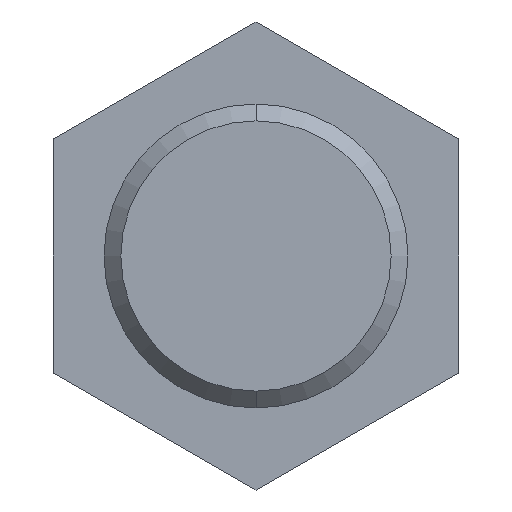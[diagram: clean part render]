
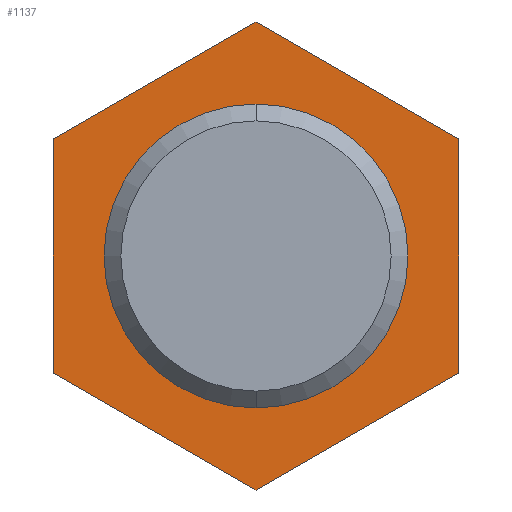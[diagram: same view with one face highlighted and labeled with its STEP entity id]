
A CAD part, front view. The second image highlights one B-rep face of the part: STEP entity #1137.
In plain terms, the highlighted planar face has unit normal (0, -1, 0).
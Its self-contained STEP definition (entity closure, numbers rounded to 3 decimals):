
#215=CARTESIAN_POINT('',(0.,12.,0.));
#216=DIRECTION('',(0.,1.,0.));
#217=DIRECTION('',(0.,0.,-1.));
#218=AXIS2_PLACEMENT_3D('',#215,#216,#217);
#305=DIRECTION('',(0.866,0.,-0.5));
#306=VECTOR('',#305,13.856);
#307=CARTESIAN_POINT('',(0.,12.,13.856));
#308=LINE('',#307,#306);
#312=DIRECTION('',(0.,0.,-1.));
#313=VECTOR('',#312,13.856);
#314=CARTESIAN_POINT('',(12.,12.,6.928));
#315=LINE('',#314,#313);
#319=DIRECTION('',(-0.866,0.,-0.5));
#320=VECTOR('',#319,13.856);
#321=CARTESIAN_POINT('',(12.,12.,-6.928));
#322=LINE('',#321,#320);
#326=DIRECTION('',(-0.866,0.,0.5));
#327=VECTOR('',#326,13.856);
#328=CARTESIAN_POINT('',(0.,12.,-13.856));
#329=LINE('',#328,#327);
#333=DIRECTION('',(0.,0.,1.));
#334=VECTOR('',#333,13.856);
#335=CARTESIAN_POINT('',(-12.,12.,-6.928));
#336=LINE('',#335,#334);
#340=DIRECTION('',(0.866,0.,0.5));
#341=VECTOR('',#340,13.856);
#342=CARTESIAN_POINT('',(-12.,12.,6.928));
#343=LINE('',#342,#341);
#431=CARTESIAN_POINT('',(0.,12.,0.));
#432=DIRECTION('',(0.,1.,0.));
#433=DIRECTION('',(0.,0.,1.));
#434=AXIS2_PLACEMENT_3D('',#431,#432,#433);
#709=CARTESIAN_POINT('',(0.,12.,13.856));
#710=CARTESIAN_POINT('',(12.,12.,6.928));
#711=VERTEX_POINT('',#709);
#712=VERTEX_POINT('',#710);
#713=CARTESIAN_POINT('',(12.,12.,-6.928));
#714=VERTEX_POINT('',#713);
#715=CARTESIAN_POINT('',(0.,12.,-13.856));
#716=VERTEX_POINT('',#715);
#717=CARTESIAN_POINT('',(-12.,12.,-6.928));
#718=VERTEX_POINT('',#717);
#719=CARTESIAN_POINT('',(-12.,12.,6.928));
#720=VERTEX_POINT('',#719);
#733=CARTESIAN_POINT('',(0.,12.,9.));
#734=CARTESIAN_POINT('',(0.,12.,-9.));
#735=VERTEX_POINT('',#733);
#736=VERTEX_POINT('',#734);
#1113=CARTESIAN_POINT('',(0.,12.,0.));
#1114=DIRECTION('',(0.,1.,0.));
#1115=DIRECTION('',(-1.,0.,0.));
#1116=AXIS2_PLACEMENT_3D('',#1113,#1114,#1115);
#1117=PLANE('',#1116);
#1119=ORIENTED_EDGE('',*,*,#1118,.T.);
#1121=ORIENTED_EDGE('',*,*,#1120,.T.);
#1123=ORIENTED_EDGE('',*,*,#1122,.T.);
#1125=ORIENTED_EDGE('',*,*,#1124,.T.);
#1127=ORIENTED_EDGE('',*,*,#1126,.T.);
#1129=ORIENTED_EDGE('',*,*,#1128,.T.);
#1130=EDGE_LOOP('',(#1119,#1121,#1123,#1125,#1127,#1129));
#1131=FACE_OUTER_BOUND('',#1130,.F.);
#1133=ORIENTED_EDGE('',*,*,#1132,.F.);
#1134=ORIENTED_EDGE('',*,*,#1071,.F.);
#1135=EDGE_LOOP('',(#1133,#1134));
#1136=FACE_BOUND('',#1135,.F.);
#1137=ADVANCED_FACE('',(#1131,#1136),#1117,.F.);
#219=CIRCLE('',#218,9.);
#435=CIRCLE('',#434,9.);
#1071=EDGE_CURVE('',#736,#735,#219,.T.);
#1118=EDGE_CURVE('',#711,#712,#308,.T.);
#1120=EDGE_CURVE('',#712,#714,#315,.T.);
#1122=EDGE_CURVE('',#714,#716,#322,.T.);
#1124=EDGE_CURVE('',#716,#718,#329,.T.);
#1126=EDGE_CURVE('',#718,#720,#336,.T.);
#1128=EDGE_CURVE('',#720,#711,#343,.T.);
#1132=EDGE_CURVE('',#735,#736,#435,.T.);
